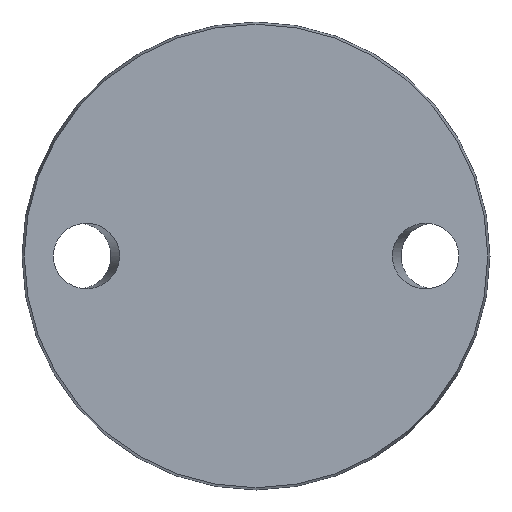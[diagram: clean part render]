
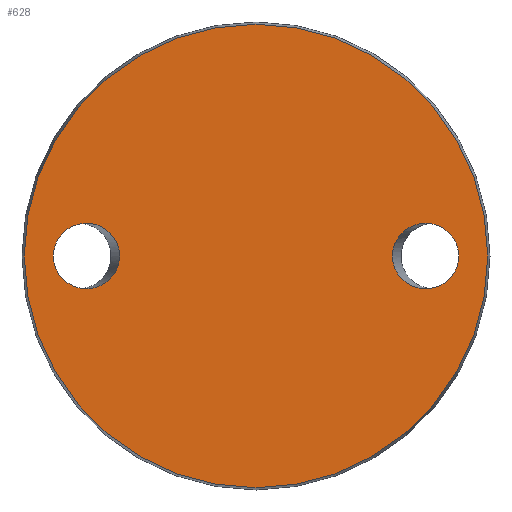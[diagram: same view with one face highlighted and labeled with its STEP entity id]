
A CAD part, front view. The second image highlights one B-rep face of the part: STEP entity #628.
In plain terms, the highlighted planar face has unit normal (0, -1, 0).
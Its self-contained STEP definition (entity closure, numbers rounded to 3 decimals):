
#14 = FACE_BOUND ( 'NONE', #93, .T. ) ;
#41 = CARTESIAN_POINT ( 'NONE',  ( -34.385, 0., 0. ) ) ;
#84 = CARTESIAN_POINT ( 'NONE',  ( 51.115, 0., 16.5 ) ) ;
#93 = EDGE_LOOP ( 'NONE', ( #265 ) ) ;
#119 = CARTESIAN_POINT ( 'NONE',  ( -51.115, 0., 0. ) ) ;
#124 = CARTESIAN_POINT ( 'NONE',  ( -34.385, 0., -16.5 ) ) ;
#134 = EDGE_CURVE ( 'NONE', #317, #317, #787, .T. ) ;
#171 = DIRECTION ( 'NONE',  ( 0., -1., 0. ) ) ;
#190 = CARTESIAN_POINT ( 'NONE',  ( 51.115, 0., 0. ) ) ;
#192 = DIRECTION ( 'NONE',  ( 0., 0., 1. ) ) ;
#197 = AXIS2_PLACEMENT_3D ( 'NONE', #233, #171, #754 ) ;
#205 = CARTESIAN_POINT ( 'NONE',  ( 51.115, 0., 0. ) ) ;
#211 = EDGE_LOOP ( 'NONE', ( #621 ) ) ;
#228 = CIRCLE ( 'NONE', #197, 58.425 ) ;
#233 = CARTESIAN_POINT ( 'NONE',  ( 0., 0., 0. ) ) ;
#245 = CARTESIAN_POINT ( 'NONE',  ( -34.385, 0., 16.5 ) ) ;
#257 =( BOUNDED_CURVE ( )  B_SPLINE_CURVE ( 3, ( #368, #600, #245, #41, #124, #781, #119 ),
 .UNSPECIFIED., .T., .T. ) 
 B_SPLINE_CURVE_WITH_KNOTS ( ( 4, 3, 4 ),
 ( 0., 3.142, 6.283 ),
 .UNSPECIFIED. ) 
 CURVE ( )  GEOMETRIC_REPRESENTATION_ITEM ( )  RATIONAL_B_SPLINE_CURVE ( ( 1., 0.333, 0.333, 1., 0.333, 0.333, 1. ) ) 
 REPRESENTATION_ITEM ( '' )  );
#259 = EDGE_CURVE ( 'NONE', #458, #458, #257, .T. ) ;
#265 = ORIENTED_EDGE ( 'NONE', *, *, #259, .T. ) ;
#267 = CARTESIAN_POINT ( 'NONE',  ( 0., 0., -58.425 ) ) ;
#317 = VERTEX_POINT ( 'NONE', #190 ) ;
#326 = VERTEX_POINT ( 'NONE', #267 ) ;
#368 = CARTESIAN_POINT ( 'NONE',  ( -51.115, 0., 0. ) ) ;
#393 = FACE_OUTER_BOUND ( 'NONE', #511, .T. ) ;
#398 = AXIS2_PLACEMENT_3D ( 'NONE', #399, #572, #192 ) ;
#399 = CARTESIAN_POINT ( 'NONE',  ( -58.425, 0., 0. ) ) ;
#401 = CARTESIAN_POINT ( 'NONE',  ( 34.385, 0., 0. ) ) ;
#439 = EDGE_CURVE ( 'NONE', #326, #326, #228, .T. ) ;
#458 = VERTEX_POINT ( 'NONE', #735 ) ;
#459 = PLANE ( 'NONE',  #398 ) ;
#477 = ORIENTED_EDGE ( 'NONE', *, *, #439, .T. ) ;
#511 = EDGE_LOOP ( 'NONE', ( #477 ) ) ;
#521 = CARTESIAN_POINT ( 'NONE',  ( 34.385, 0., -16.5 ) ) ;
#526 = CARTESIAN_POINT ( 'NONE',  ( 34.385, 0., 16.5 ) ) ;
#572 = DIRECTION ( 'NONE',  ( 0., 1., 0. ) ) ;
#574 = CARTESIAN_POINT ( 'NONE',  ( 51.115, 0., 0. ) ) ;
#600 = CARTESIAN_POINT ( 'NONE',  ( -51.115, 0., 16.5 ) ) ;
#621 = ORIENTED_EDGE ( 'NONE', *, *, #134, .T. ) ;
#628 = ADVANCED_FACE ( 'NONE', ( #14, #680, #393 ), #459, .F. ) ;
#680 = FACE_BOUND ( 'NONE', #211, .T. ) ;
#689 = CARTESIAN_POINT ( 'NONE',  ( 51.115, 0., -16.5 ) ) ;
#735 = CARTESIAN_POINT ( 'NONE',  ( -51.115, 0., 0. ) ) ;
#754 = DIRECTION ( 'NONE',  ( 0., 0., -1. ) ) ;
#781 = CARTESIAN_POINT ( 'NONE',  ( -51.115, 0., -16.5 ) ) ;
#787 =( BOUNDED_CURVE ( )  B_SPLINE_CURVE ( 3, ( #205, #689, #521, #401, #526, #84, #574 ),
 .UNSPECIFIED., .T., .T. ) 
 B_SPLINE_CURVE_WITH_KNOTS ( ( 4, 3, 4 ),
 ( 0., 3.142, 6.283 ),
 .UNSPECIFIED. ) 
 CURVE ( )  GEOMETRIC_REPRESENTATION_ITEM ( )  RATIONAL_B_SPLINE_CURVE ( ( 1., 0.333, 0.333, 1., 0.333, 0.333, 1. ) ) 
 REPRESENTATION_ITEM ( '' )  );
